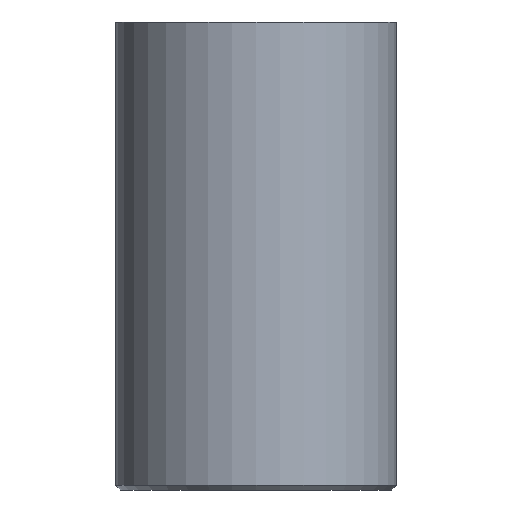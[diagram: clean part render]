
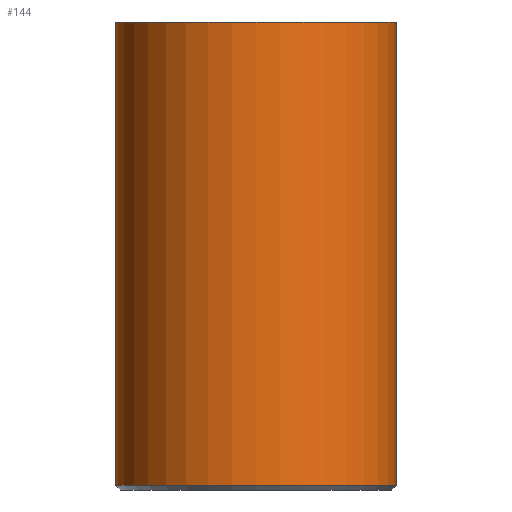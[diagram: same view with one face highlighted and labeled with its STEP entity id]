
A CAD part, front view. The second image highlights one B-rep face of the part: STEP entity #144.
In plain terms, the highlighted cylindrical face has radius 6 mm (diameter 12 mm), a partial arc.
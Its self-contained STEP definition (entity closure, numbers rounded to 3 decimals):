
#38 = EDGE_CURVE ( 'NONE', #736, #411, #519, .T. ) ;
#56 = EDGE_CURVE ( 'NONE', #569, #711, #261, .T. ) ;
#62 = ORIENTED_EDGE ( 'NONE', *, *, #533, .F. ) ;
#100 = DIRECTION ( 'NONE',  ( 0., 0., 1. ) ) ;
#144 = ADVANCED_FACE ( 'NONE', ( #315 ), #407, .T. ) ;
#197 = VECTOR ( 'NONE', #511, 1000. ) ;
#199 = VECTOR ( 'NONE', #702, 1000. ) ;
#261 = LINE ( 'NONE', #513, #197 ) ;
#277 = ORIENTED_EDGE ( 'NONE', *, *, #38, .T. ) ;
#283 = DIRECTION ( 'NONE',  ( 1., 0., 0. ) ) ;
#294 = DIRECTION ( 'NONE',  ( 1., 0., 0. ) ) ;
#315 = FACE_OUTER_BOUND ( 'NONE', #817, .T. ) ;
#374 = AXIS2_PLACEMENT_3D ( 'NONE', #642, #534, #470 ) ;
#375 = CARTESIAN_POINT ( 'NONE',  ( 0., 0., 1. ) ) ;
#407 = CYLINDRICAL_SURFACE ( 'NONE', #859, 6. ) ;
#411 = VERTEX_POINT ( 'NONE', #432 ) ;
#432 = CARTESIAN_POINT ( 'NONE',  ( 6., 0., 0. ) ) ;
#450 = CARTESIAN_POINT ( 'NONE',  ( -6., 0., 0. ) ) ;
#463 = DIRECTION ( 'NONE',  ( 0., 0., 1. ) ) ;
#470 = DIRECTION ( 'NONE',  ( 1., 0., 0. ) ) ;
#511 = DIRECTION ( 'NONE',  ( 0., 0., 1. ) ) ;
#513 = CARTESIAN_POINT ( 'NONE',  ( -6., 0., 1. ) ) ;
#517 = ORIENTED_EDGE ( 'NONE', *, *, #576, .T. ) ;
#519 = LINE ( 'NONE', #577, #199 ) ;
#532 = CARTESIAN_POINT ( 'NONE',  ( -6., 0., -19.8 ) ) ;
#533 = EDGE_CURVE ( 'NONE', #711, #411, #781, .T. ) ;
#534 = DIRECTION ( 'NONE',  ( 0., 0., 1. ) ) ;
#569 = VERTEX_POINT ( 'NONE', #532 ) ;
#576 = EDGE_CURVE ( 'NONE', #569, #736, #690, .T. ) ;
#577 = CARTESIAN_POINT ( 'NONE',  ( 6., 0., 1. ) ) ;
#584 = CARTESIAN_POINT ( 'NONE',  ( 6., 0., -19.8 ) ) ;
#603 = AXIS2_PLACEMENT_3D ( 'NONE', #670, #100, #283 ) ;
#642 = CARTESIAN_POINT ( 'NONE',  ( 0., 0., 0. ) ) ;
#670 = CARTESIAN_POINT ( 'NONE',  ( 0., 0., -19.8 ) ) ;
#688 = ORIENTED_EDGE ( 'NONE', *, *, #56, .F. ) ;
#690 = CIRCLE ( 'NONE', #603, 6. ) ;
#702 = DIRECTION ( 'NONE',  ( 0., 0., 1. ) ) ;
#711 = VERTEX_POINT ( 'NONE', #450 ) ;
#736 = VERTEX_POINT ( 'NONE', #584 ) ;
#781 = CIRCLE ( 'NONE', #374, 6. ) ;
#817 = EDGE_LOOP ( 'NONE', ( #688, #517, #277, #62 ) ) ;
#859 = AXIS2_PLACEMENT_3D ( 'NONE', #375, #463, #294 ) ;
